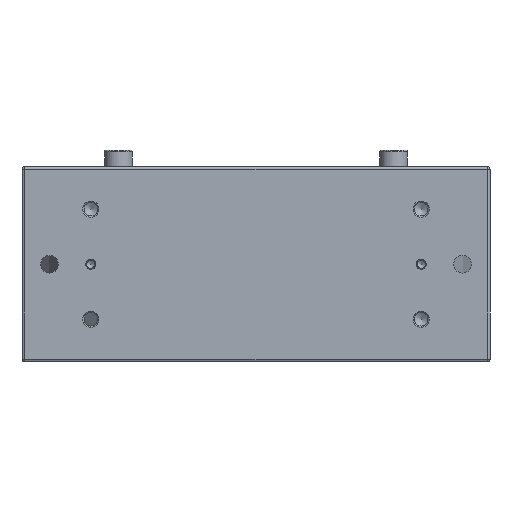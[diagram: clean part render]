
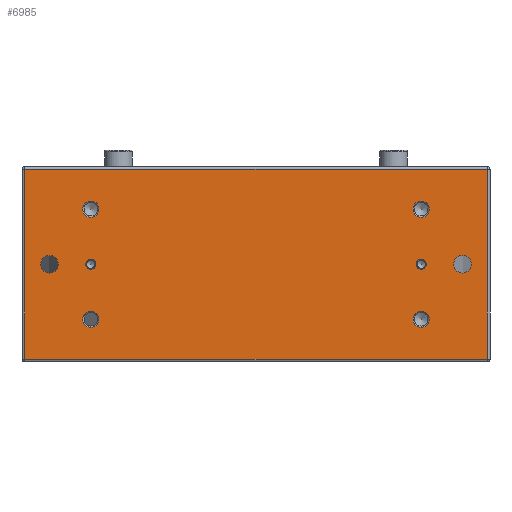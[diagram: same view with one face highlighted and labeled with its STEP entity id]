
A CAD part, front view. The second image highlights one B-rep face of the part: STEP entity #6985.
In plain terms, the highlighted planar face has unit normal (0, -1, 0).
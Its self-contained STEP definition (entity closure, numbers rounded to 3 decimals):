
#637=LINE('',#11390,#1181);
#638=LINE('',#11392,#1182);
#639=LINE('',#11394,#1183);
#640=LINE('',#11395,#1184);
#1181=VECTOR('',#9207,10.);
#1182=VECTOR('',#9208,10.);
#1183=VECTOR('',#9209,10.);
#1184=VECTOR('',#9210,10.);
#1403=FACE_BOUND('',#2082,.T.);
#1404=FACE_BOUND('',#2083,.T.);
#1405=FACE_BOUND('',#2084,.T.);
#1406=FACE_BOUND('',#2085,.T.);
#1407=FACE_BOUND('',#2086,.T.);
#1408=FACE_BOUND('',#2087,.T.);
#1409=FACE_BOUND('',#2088,.T.);
#1410=FACE_BOUND('',#2089,.T.);
#1636=FACE_OUTER_BOUND('',#2081,.T.);
#2081=EDGE_LOOP('',(#5443,#5444,#5445,#5446));
#2082=EDGE_LOOP('',(#5447));
#2083=EDGE_LOOP('',(#5448));
#2084=EDGE_LOOP('',(#5449));
#2085=EDGE_LOOP('',(#5450));
#2086=EDGE_LOOP('',(#5451));
#2087=EDGE_LOOP('',(#5452));
#2088=EDGE_LOOP('',(#5453));
#2089=EDGE_LOOP('',(#5454));
#2486=CIRCLE('',#7613,1.8);
#2489=CIRCLE('',#7617,1.8);
#2490=CIRCLE('',#7618,2.959);
#2491=CIRCLE('',#7619,2.959);
#2492=CIRCLE('',#7620,3.2);
#2493=CIRCLE('',#7621,3.2);
#2494=CIRCLE('',#7622,2.959);
#2495=CIRCLE('',#7623,2.959);
#3097=VERTEX_POINT('',#11380);
#3100=VERTEX_POINT('',#11388);
#3101=VERTEX_POINT('',#11389);
#3102=VERTEX_POINT('',#11391);
#3103=VERTEX_POINT('',#11393);
#3104=VERTEX_POINT('',#11396);
#3105=VERTEX_POINT('',#11398);
#3106=VERTEX_POINT('',#11400);
#3107=VERTEX_POINT('',#11402);
#3108=VERTEX_POINT('',#11404);
#3109=VERTEX_POINT('',#11406);
#3110=VERTEX_POINT('',#11408);
#3907=EDGE_CURVE('',#3097,#3097,#2486,.T.);
#3911=EDGE_CURVE('',#3100,#3101,#637,.T.);
#3912=EDGE_CURVE('',#3102,#3100,#638,.T.);
#3913=EDGE_CURVE('',#3103,#3102,#639,.T.);
#3914=EDGE_CURVE('',#3101,#3103,#640,.T.);
#3915=EDGE_CURVE('',#3104,#3104,#2489,.T.);
#3916=EDGE_CURVE('',#3105,#3105,#2490,.T.);
#3917=EDGE_CURVE('',#3106,#3106,#2491,.T.);
#3918=EDGE_CURVE('',#3107,#3107,#2492,.T.);
#3919=EDGE_CURVE('',#3108,#3108,#2493,.T.);
#3920=EDGE_CURVE('',#3109,#3109,#2494,.T.);
#3921=EDGE_CURVE('',#3110,#3110,#2495,.T.);
#5443=ORIENTED_EDGE('',*,*,#3911,.F.);
#5444=ORIENTED_EDGE('',*,*,#3912,.F.);
#5445=ORIENTED_EDGE('',*,*,#3913,.F.);
#5446=ORIENTED_EDGE('',*,*,#3914,.F.);
#5447=ORIENTED_EDGE('',*,*,#3915,.F.);
#5448=ORIENTED_EDGE('',*,*,#3916,.F.);
#5449=ORIENTED_EDGE('',*,*,#3917,.F.);
#5450=ORIENTED_EDGE('',*,*,#3918,.T.);
#5451=ORIENTED_EDGE('',*,*,#3919,.T.);
#5452=ORIENTED_EDGE('',*,*,#3920,.F.);
#5453=ORIENTED_EDGE('',*,*,#3921,.F.);
#5454=ORIENTED_EDGE('',*,*,#3907,.F.);
#6330=PLANE('',#7616);
#6985=ADVANCED_FACE('',(#1636,#1403,#1404,#1405,#1406,#1407,#1408,#1409,
#1410),#6330,.T.);
#7613=AXIS2_PLACEMENT_3D('',#11381,#9198,#9199);
#7616=AXIS2_PLACEMENT_3D('',#11387,#9205,#9206);
#7617=AXIS2_PLACEMENT_3D('',#11397,#9211,#9212);
#7618=AXIS2_PLACEMENT_3D('',#11399,#9213,#9214);
#7619=AXIS2_PLACEMENT_3D('',#11401,#9215,#9216);
#7620=AXIS2_PLACEMENT_3D('',#11403,#9217,#9218);
#7621=AXIS2_PLACEMENT_3D('',#11405,#9219,#9220);
#7622=AXIS2_PLACEMENT_3D('',#11407,#9221,#9222);
#7623=AXIS2_PLACEMENT_3D('',#11409,#9223,#9224);
#9198=DIRECTION('center_axis',(0.,-1.,0.));
#9199=DIRECTION('ref_axis',(-1.,0.,0.));
#9205=DIRECTION('center_axis',(0.,-1.,0.));
#9206=DIRECTION('ref_axis',(-1.,0.,0.));
#9207=DIRECTION('',(-1.,0.,0.));
#9208=DIRECTION('',(0.,0.,-1.));
#9209=DIRECTION('',(1.,0.,0.));
#9210=DIRECTION('',(0.,0.,1.));
#9211=DIRECTION('center_axis',(0.,-1.,0.));
#9212=DIRECTION('ref_axis',(-1.,0.,0.));
#9213=DIRECTION('center_axis',(0.,-1.,0.));
#9214=DIRECTION('ref_axis',(-1.,0.,0.));
#9215=DIRECTION('center_axis',(0.,-1.,0.));
#9216=DIRECTION('ref_axis',(-1.,0.,0.));
#9217=DIRECTION('center_axis',(0.,1.,0.));
#9218=DIRECTION('ref_axis',(1.,0.,0.));
#9219=DIRECTION('center_axis',(0.,1.,0.));
#9220=DIRECTION('ref_axis',(1.,0.,0.));
#9221=DIRECTION('center_axis',(0.,-1.,0.));
#9222=DIRECTION('ref_axis',(-1.,0.,0.));
#9223=DIRECTION('center_axis',(0.,-1.,0.));
#9224=DIRECTION('ref_axis',(-1.,0.,0.));
#11380=CARTESIAN_POINT('',(61.8,-90.,10.3));
#11381=CARTESIAN_POINT('Origin',(60.,-90.,10.3));
#11387=CARTESIAN_POINT('Origin',(66.,-90.,45.8));
#11388=CARTESIAN_POINT('',(84.,-90.,-24.2));
#11389=CARTESIAN_POINT('',(-84.,-90.,-24.2));
#11390=CARTESIAN_POINT('',(33.,-90.,-24.2));
#11391=CARTESIAN_POINT('',(84.,-90.,44.8));
#11392=CARTESIAN_POINT('',(84.,-90.,45.8));
#11393=CARTESIAN_POINT('',(-84.,-90.,44.8));
#11394=CARTESIAN_POINT('',(33.,-90.,44.8));
#11395=CARTESIAN_POINT('',(-84.,-90.,10.3));
#11396=CARTESIAN_POINT('',(-58.2,-90.,10.3));
#11397=CARTESIAN_POINT('Origin',(-60.,-90.,10.3));
#11398=CARTESIAN_POINT('',(62.959,-90.,30.3));
#11399=CARTESIAN_POINT('Origin',(60.,-90.,30.3));
#11400=CARTESIAN_POINT('',(-57.041,-90.,30.3));
#11401=CARTESIAN_POINT('Origin',(-60.,-90.,30.3));
#11402=CARTESIAN_POINT('',(-78.2,-90.,10.3));
#11403=CARTESIAN_POINT('Origin',(-75.,-90.,10.3));
#11404=CARTESIAN_POINT('',(71.8,-90.,10.3));
#11405=CARTESIAN_POINT('Origin',(75.,-90.,10.3));
#11406=CARTESIAN_POINT('',(-57.041,-90.,-9.7));
#11407=CARTESIAN_POINT('Origin',(-60.,-90.,-9.7));
#11408=CARTESIAN_POINT('',(62.959,-90.,-9.7));
#11409=CARTESIAN_POINT('Origin',(60.,-90.,-9.7));
